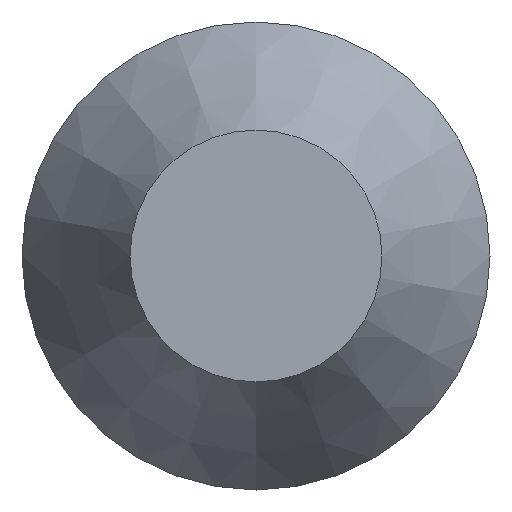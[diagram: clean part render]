
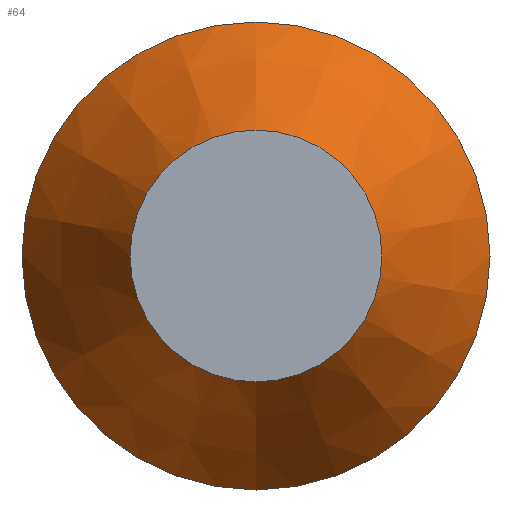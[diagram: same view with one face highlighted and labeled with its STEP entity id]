
A CAD part, front view. The second image highlights one B-rep face of the part: STEP entity #64.
In plain terms, the highlighted conical face has half-angle 30 degrees and reference radius 1 mm.
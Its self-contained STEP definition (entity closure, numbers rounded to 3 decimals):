
#22=CONICAL_SURFACE('',#85,1.,0.524);
#28=ORIENTED_EDGE('',*,*,#34,.F.);
#29=ORIENTED_EDGE('',*,*,#33,.T.);
#33=EDGE_CURVE('',#37,#37,#41,.T.);
#34=EDGE_CURVE('',#38,#38,#42,.T.);
#37=VERTEX_POINT('',#117);
#38=VERTEX_POINT('',#120);
#41=CIRCLE('',#84,1.);
#42=CIRCLE('',#86,0.538);
#48=EDGE_LOOP('',(#28));
#49=EDGE_LOOP('',(#29));
#56=FACE_BOUND('',#48,.T.);
#57=FACE_BOUND('',#49,.T.);
#64=ADVANCED_FACE('',(#56,#57),#22,.T.);
#84=AXIS2_PLACEMENT_3D('',#116,#100,#101);
#85=AXIS2_PLACEMENT_3D('',#118,#102,#103);
#86=AXIS2_PLACEMENT_3D('',#119,#104,#105);
#100=DIRECTION('',(0.,-1.,0.));
#101=DIRECTION('',(0.,0.,-1.));
#102=DIRECTION('',(0.,1.,0.));
#103=DIRECTION('',(0.,0.,1.));
#104=DIRECTION('',(0.,-1.,0.));
#105=DIRECTION('',(0.,0.,-1.));
#116=CARTESIAN_POINT('',(0.,0.8,0.));
#117=CARTESIAN_POINT('',(0.,0.8,-1.));
#118=CARTESIAN_POINT('',(0.,0.8,0.));
#119=CARTESIAN_POINT('',(0.,0.,0.));
#120=CARTESIAN_POINT('',(0.,0.,-0.538));
